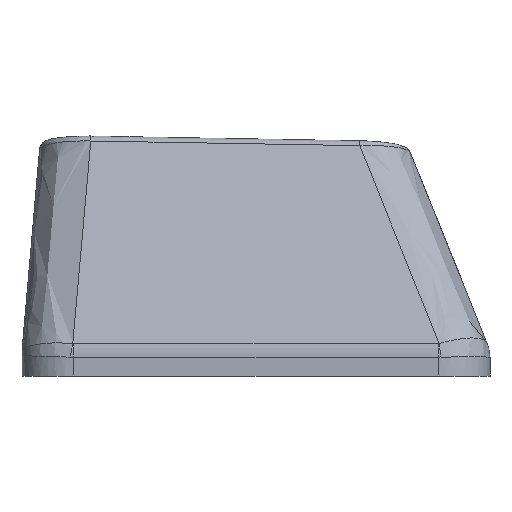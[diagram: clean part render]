
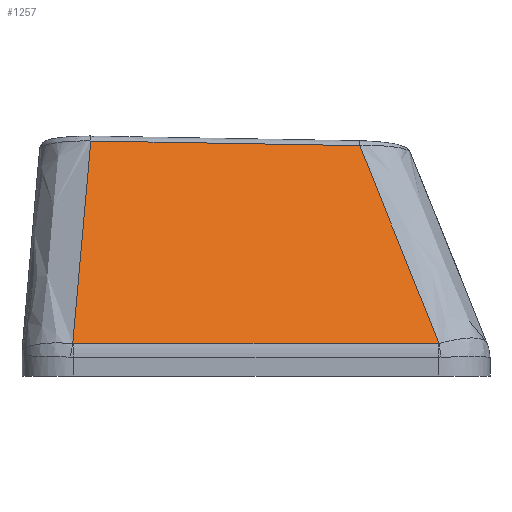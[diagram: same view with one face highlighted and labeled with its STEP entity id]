
A CAD part, left-side view. The second image highlights one B-rep face of the part: STEP entity #1257.
In plain terms, the highlighted free-form (B-spline) face has degree [3, 3] with [4, 4] control points.
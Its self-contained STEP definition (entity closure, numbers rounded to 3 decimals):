
#208=B_SPLINE_SURFACE_WITH_KNOTS('',3,3,((#2287,#2288,#2289,#2290),(#2291,
#2292,#2293,#2294),(#2295,#2296,#2297,#2298),(#2299,#2300,#2301,#2302)),
 .UNSPECIFIED.,.F.,.F.,.F.,(4,4),(4,4),(0.104,0.892),
(0.028,0.97),.UNSPECIFIED.);
#263=FACE_OUTER_BOUND('',#343,.T.);
#343=EDGE_LOOP('',(#927,#928,#929,#930,#931,#932));
#429=B_SPLINE_CURVE_WITH_KNOTS('',3,(#1989,#1990,#1991,#1992),
 .UNSPECIFIED.,.F.,.F.,(4,4),(0.,0.003),
 .UNSPECIFIED.);
#431=B_SPLINE_CURVE_WITH_KNOTS('',3,(#2016,#2017,#2018,#2019),
 .UNSPECIFIED.,.F.,.F.,(4,4),(0.,1.416),.UNSPECIFIED.);
#433=B_SPLINE_CURVE_WITH_KNOTS('',3,(#2043,#2044,#2045,#2046),
 .UNSPECIFIED.,.F.,.F.,(4,4),(0.,0.003),
 .UNSPECIFIED.);
#448=B_SPLINE_CURVE_WITH_KNOTS('',3,(#2304,#2305,#2306,#2307),
 .UNSPECIFIED.,.F.,.F.,(4,4),(0.027,0.904),
 .UNSPECIFIED.);
#449=B_SPLINE_CURVE_WITH_KNOTS('',3,(#2309,#2310,#2311,#2312),
 .UNSPECIFIED.,.F.,.F.,(4,4),(-1.044,0.),
 .UNSPECIFIED.);
#450=B_SPLINE_CURVE_WITH_KNOTS('',3,(#2313,#2314,#2315,#2316),
 .UNSPECIFIED.,.F.,.F.,(4,4),(-0.867,-0.025),
 .UNSPECIFIED.);
#538=VERTEX_POINT('',#1951);
#540=VERTEX_POINT('',#1982);
#542=VERTEX_POINT('',#2009);
#544=VERTEX_POINT('',#2036);
#560=VERTEX_POINT('',#2303);
#561=VERTEX_POINT('',#2308);
#675=EDGE_CURVE('',#538,#540,#429,.T.);
#678=EDGE_CURVE('',#540,#542,#431,.T.);
#681=EDGE_CURVE('',#542,#544,#433,.T.);
#705=EDGE_CURVE('',#560,#538,#448,.T.);
#706=EDGE_CURVE('',#561,#560,#449,.T.);
#707=EDGE_CURVE('',#544,#561,#450,.T.);
#927=ORIENTED_EDGE('',*,*,#681,.F.);
#928=ORIENTED_EDGE('',*,*,#678,.F.);
#929=ORIENTED_EDGE('',*,*,#675,.F.);
#930=ORIENTED_EDGE('',*,*,#705,.F.);
#931=ORIENTED_EDGE('',*,*,#706,.F.);
#932=ORIENTED_EDGE('',*,*,#707,.F.);
#1257=ADVANCED_FACE('',(#263),#208,.T.);
#1951=CARTESIAN_POINT('',(-8.981,-7.107,0.26));
#1982=CARTESIAN_POINT('',(-8.982,-7.081,0.258));
#1989=CARTESIAN_POINT('Ctrl Pts',(-8.981,-7.107,0.26));
#1990=CARTESIAN_POINT('Ctrl Pts',(-8.982,-7.098,0.259));
#1991=CARTESIAN_POINT('Ctrl Pts',(-8.982,-7.089,0.258));
#1992=CARTESIAN_POINT('Ctrl Pts',(-8.982,-7.081,0.258));
#2009=CARTESIAN_POINT('',(-8.986,7.08,0.253));
#2016=CARTESIAN_POINT('Ctrl Pts',(-8.982,-7.081,0.258));
#2017=CARTESIAN_POINT('Ctrl Pts',(-8.984,-2.36,0.256));
#2018=CARTESIAN_POINT('Ctrl Pts',(-8.985,2.36,0.255));
#2019=CARTESIAN_POINT('Ctrl Pts',(-8.986,7.08,0.253));
#2036=CARTESIAN_POINT('',(-8.985,7.111,0.256));
#2043=CARTESIAN_POINT('Ctrl Pts',(-8.986,7.08,0.253));
#2044=CARTESIAN_POINT('Ctrl Pts',(-8.986,7.091,0.253));
#2045=CARTESIAN_POINT('Ctrl Pts',(-8.986,7.101,0.254));
#2046=CARTESIAN_POINT('Ctrl Pts',(-8.985,7.111,0.256));
#2287=CARTESIAN_POINT('Ctrl Pts',(-6.056,-4.415,7.937));
#2288=CARTESIAN_POINT('Ctrl Pts',(-7.033,-5.314,5.374));
#2289=CARTESIAN_POINT('Ctrl Pts',(-8.01,-6.213,2.811));
#2290=CARTESIAN_POINT('Ctrl Pts',(-8.986,-7.111,0.247));
#2291=CARTESIAN_POINT('Ctrl Pts',(-6.056,-0.667,8.));
#2292=CARTESIAN_POINT('Ctrl Pts',(-7.033,-1.235,5.417));
#2293=CARTESIAN_POINT('Ctrl Pts',(-8.01,-1.803,2.833));
#2294=CARTESIAN_POINT('Ctrl Pts',(-8.986,-2.37,0.249));
#2295=CARTESIAN_POINT('Ctrl Pts',(-6.056,3.08,8.063));
#2296=CARTESIAN_POINT('Ctrl Pts',(-7.033,2.844,5.459));
#2297=CARTESIAN_POINT('Ctrl Pts',(-8.01,2.607,2.855));
#2298=CARTESIAN_POINT('Ctrl Pts',(-8.986,2.37,0.251));
#2299=CARTESIAN_POINT('Ctrl Pts',(-6.056,6.828,8.126));
#2300=CARTESIAN_POINT('Ctrl Pts',(-7.033,6.923,5.502));
#2301=CARTESIAN_POINT('Ctrl Pts',(-8.01,7.017,2.878));
#2302=CARTESIAN_POINT('Ctrl Pts',(-8.986,7.111,0.253));
#2303=CARTESIAN_POINT('',(-6.058,-4.026,7.94));
#2304=CARTESIAN_POINT('Ctrl Pts',(-6.058,-4.026,7.94));
#2305=CARTESIAN_POINT('Ctrl Pts',(-7.031,-5.052,5.38));
#2306=CARTESIAN_POINT('Ctrl Pts',(-8.006,-6.079,2.82));
#2307=CARTESIAN_POINT('Ctrl Pts',(-8.981,-7.107,0.26));
#2308=CARTESIAN_POINT('',(-6.056,6.412,8.119));
#2309=CARTESIAN_POINT('Ctrl Pts',(-6.056,6.412,8.119));
#2310=CARTESIAN_POINT('Ctrl Pts',(-6.057,2.933,8.06));
#2311=CARTESIAN_POINT('Ctrl Pts',(-6.057,-0.547,8.));
#2312=CARTESIAN_POINT('Ctrl Pts',(-6.058,-4.026,7.94));
#2313=CARTESIAN_POINT('Ctrl Pts',(-8.985,7.111,0.256));
#2314=CARTESIAN_POINT('Ctrl Pts',(-8.01,6.879,2.877));
#2315=CARTESIAN_POINT('Ctrl Pts',(-7.034,6.646,5.498));
#2316=CARTESIAN_POINT('Ctrl Pts',(-6.056,6.412,8.119));
